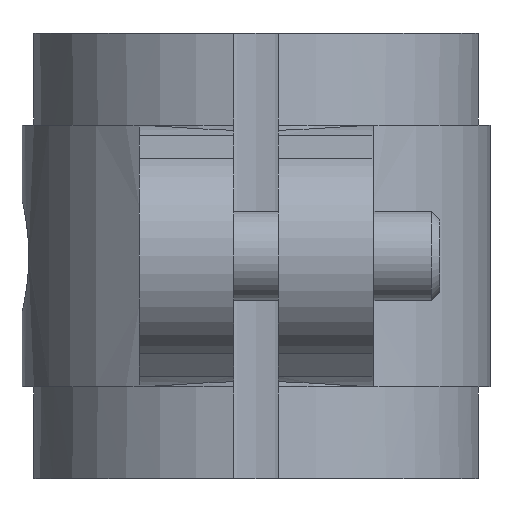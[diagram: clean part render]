
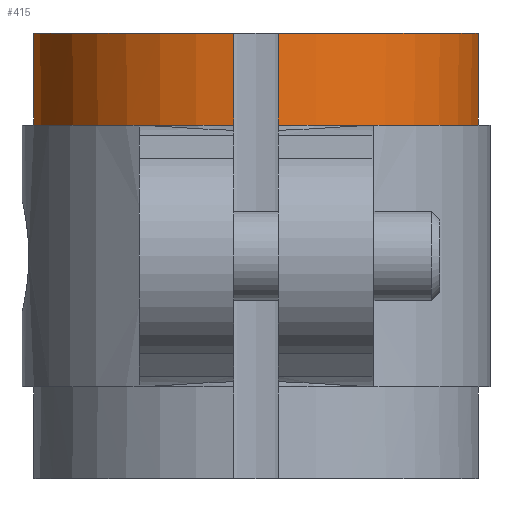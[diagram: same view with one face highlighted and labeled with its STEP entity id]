
A CAD part, left-side view. The second image highlights one B-rep face of the part: STEP entity #415.
In plain terms, the highlighted cylindrical face has radius 20 mm (diameter 40 mm), a partial arc.
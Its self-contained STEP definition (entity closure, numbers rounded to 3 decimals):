
#415 = ADVANCED_FACE( '', ( #905 ), #906, .T. );
#905 = FACE_OUTER_BOUND( '', #1450, .T. );
#906 = CYLINDRICAL_SURFACE( '', #1451, 20. );
#1450 = EDGE_LOOP( '', ( #2634, #2635, #2636, #2637, #2638, #2639, #2640, #2641 ) );
#1451 = AXIS2_PLACEMENT_3D( '', #2642, #2643, #2644 );
#2634 = ORIENTED_EDGE( '', *, *, #3390, .F. );
#2635 = ORIENTED_EDGE( '', *, *, #3394, .T. );
#2636 = ORIENTED_EDGE( '', *, *, #3095, .F. );
#2637 = ORIENTED_EDGE( '', *, *, #3561, .F. );
#2638 = ORIENTED_EDGE( '', *, *, #3580, .T. );
#2639 = ORIENTED_EDGE( '', *, *, #3301, .T. );
#2640 = ORIENTED_EDGE( '', *, *, #3369, .F. );
#2641 = ORIENTED_EDGE( '', *, *, #3259, .F. );
#2642 = CARTESIAN_POINT( '', ( 0., 0., 40. ) );
#2643 = DIRECTION( '', ( 0., 0., 1. ) );
#2644 = DIRECTION( '', ( -1., 0., 0. ) );
#3095 = EDGE_CURVE( '', #3673, #3674, #3675, .T. );
#3259 = EDGE_CURVE( '', #3958, #3960, #3961, .T. );
#3301 = EDGE_CURVE( '', #4026, #4024, #4027, .T. );
#3369 = EDGE_CURVE( '', #3960, #4024, #4133, .T. );
#3390 = EDGE_CURVE( '', #4162, #3958, #4164, .F. );
#3394 = EDGE_CURVE( '', #4162, #3674, #4168, .T. );
#3561 = EDGE_CURVE( '', #4405, #3673, #4407, .T. );
#3580 = EDGE_CURVE( '', #4405, #4026, #4430, .T. );
#3673 = VERTEX_POINT( '', #4532 );
#3674 = VERTEX_POINT( '', #4533 );
#3675 = LINE( '', #4534, #4535 );
#3958 = VERTEX_POINT( '', #4956 );
#3960 = VERTEX_POINT( '', #4959 );
#3961 = CIRCLE( '', #4960, 20. );
#4024 = VERTEX_POINT( '', #5057 );
#4026 = VERTEX_POINT( '', #5060 );
#4027 = CIRCLE( '', #5061, 20. );
#4133 = LINE( '', #5225, #5226 );
#4162 = VERTEX_POINT( '', #5269 );
#4164 = LINE( '', #5272, #5273 );
#4168 = CIRCLE( '', #5278, 20. );
#4405 = VERTEX_POINT( '', #5727 );
#4407 = CIRCLE( '', #5730, 20. );
#4430 = LINE( '', #5773, #5774 );
#4532 = CARTESIAN_POINT( '', ( 16.184, -11.75, 32.75 ) );
#4533 = CARTESIAN_POINT( '', ( 16.184, -11.75, 31.75 ) );
#4534 = CARTESIAN_POINT( '', ( 16.184, -11.75, 40. ) );
#4535 = VECTOR( '', #5908, 1000. );
#4956 = CARTESIAN_POINT( '', ( -19.9, -2., 40. ) );
#4959 = CARTESIAN_POINT( '', ( -19.9, 2., 40. ) );
#4960 = AXIS2_PLACEMENT_3D( '', #6109, #6110, #6111 );
#5057 = CARTESIAN_POINT( '', ( -19.9, 2., 31.75 ) );
#5060 = CARTESIAN_POINT( '', ( 16.184, 11.75, 31.75 ) );
#5061 = AXIS2_PLACEMENT_3D( '', #6165, #6166, #6167 );
#5225 = CARTESIAN_POINT( '', ( -19.9, 2., 40. ) );
#5226 = VECTOR( '', #6243, 1000. );
#5269 = CARTESIAN_POINT( '', ( -19.9, -2., 31.75 ) );
#5272 = CARTESIAN_POINT( '', ( -19.9, -2., 40. ) );
#5273 = VECTOR( '', #6269, 1000. );
#5278 = AXIS2_PLACEMENT_3D( '', #6271, #6272, #6273 );
#5727 = CARTESIAN_POINT( '', ( 16.184, 11.75, 32.75 ) );
#5730 = AXIS2_PLACEMENT_3D( '', #6441, #6442, #6443 );
#5773 = CARTESIAN_POINT( '', ( 16.184, 11.75, 40. ) );
#5774 = VECTOR( '', #6457, 1000. );
#5908 = DIRECTION( '', ( 0., 0., -1. ) );
#6109 = CARTESIAN_POINT( '', ( 0., 0., 40. ) );
#6110 = DIRECTION( '', ( 0., 0., 1. ) );
#6111 = DIRECTION( '', ( 1., 0., 0. ) );
#6165 = CARTESIAN_POINT( '', ( 0., 0., 31.75 ) );
#6166 = DIRECTION( '', ( 0., 0., 1. ) );
#6167 = DIRECTION( '', ( 1., 0., 0. ) );
#6243 = DIRECTION( '', ( 0., 0., -1. ) );
#6269 = DIRECTION( '', ( 0., 0., -1. ) );
#6271 = CARTESIAN_POINT( '', ( 0., 0., 31.75 ) );
#6272 = DIRECTION( '', ( 0., 0., 1. ) );
#6273 = DIRECTION( '', ( 1., 0., 0. ) );
#6441 = CARTESIAN_POINT( '', ( 0., 0., 32.75 ) );
#6442 = DIRECTION( '', ( 0., 0., -1. ) );
#6443 = DIRECTION( '', ( -1., 0., 0. ) );
#6457 = DIRECTION( '', ( 0., 0., -1. ) );
